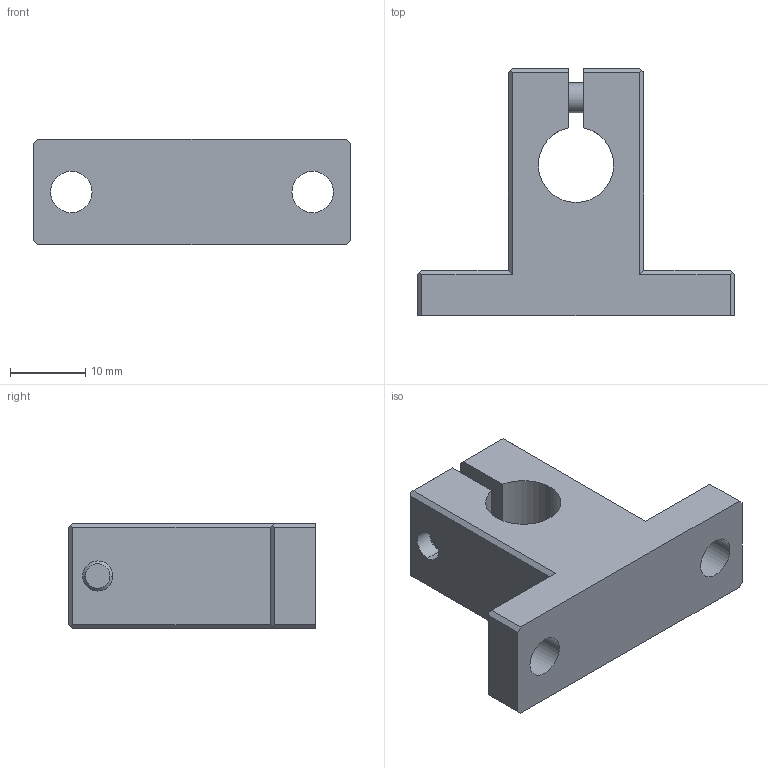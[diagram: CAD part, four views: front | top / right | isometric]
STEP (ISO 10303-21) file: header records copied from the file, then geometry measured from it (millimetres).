
FILE_DESCRIPTION(('STEP AP214'),'1');
FILE_NAME('support_sh10.stp','2017-04-30T20:16:57',('TraceParts'),('TraceParts S.A.'),'Spatial InterOp 3D',' ',' ');
FILE_SCHEMA(('automotive_design'));
Length unit declared in the file: millimetre
Products named in the file (1): support_sh10
Bounding box: 42 x 32.8 x 14 mm (x, y, z)
Volume: 8619.4 mm3; surface area: 4069 mm2
Topology: 1 solids, 1 shells, 59 faces, 163 edges, 108 vertices
Faces by surface type: plane 42, cylinder 13, torus 2, cone 2
Entity records: 2381 total; most frequent: CARTESIAN_POINT 331, ORIENTED_EDGE 326, DIRECTION 323, EDGE_CURVE 163, LINE 123, VECTOR 123, VERTEX_POINT 108, AXIS2_PLACEMENT_3D 100
